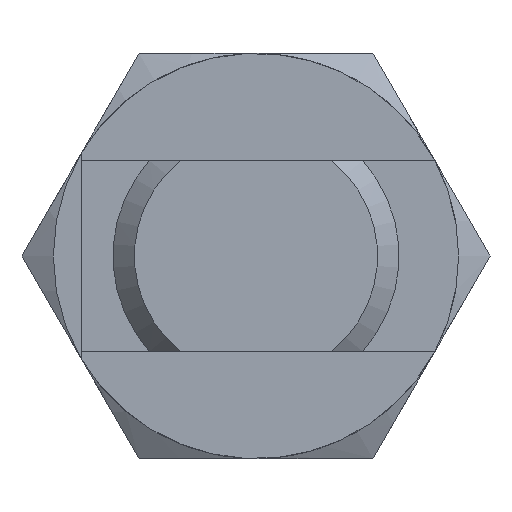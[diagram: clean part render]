
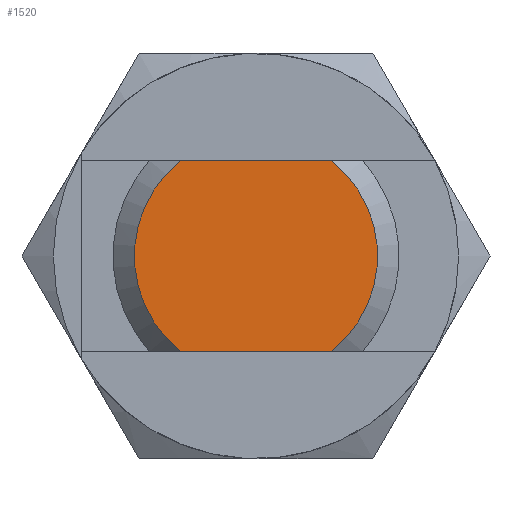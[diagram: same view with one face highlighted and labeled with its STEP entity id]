
A CAD part, front view. The second image highlights one B-rep face of the part: STEP entity #1520.
In plain terms, the highlighted planar face has unit normal (0, -1, 0).
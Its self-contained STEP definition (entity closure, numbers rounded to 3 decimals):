
#72=LINE('',#2350,#110);
#79=LINE('',#2382,#117);
#110=VECTOR('',#1927,1000.);
#117=VECTOR('',#1966,1000.);
#385=ORIENTED_EDGE('',*,*,#637,.F.);
#386=ORIENTED_EDGE('',*,*,#623,.T.);
#387=ORIENTED_EDGE('',*,*,#638,.F.);
#388=ORIENTED_EDGE('',*,*,#639,.T.);
#623=EDGE_CURVE('',#758,#762,#72,.T.);
#637=EDGE_CURVE('',#758,#770,#851,.T.);
#638=EDGE_CURVE('',#771,#762,#852,.T.);
#639=EDGE_CURVE('',#771,#770,#79,.T.);
#758=VERTEX_POINT('',#2337);
#762=VERTEX_POINT('',#2349);
#770=VERTEX_POINT('',#2379);
#771=VERTEX_POINT('',#2381);
#851=CIRCLE('',#1675,5.1);
#852=CIRCLE('',#1676,5.1);
#944=EDGE_LOOP('',(#385,#386,#387,#388));
#1068=FACE_BOUND('',#944,.T.);
#1151=PLANE('',#1674);
#1520=ADVANCED_FACE('',(#1068),#1151,.T.);
#1674=AXIS2_PLACEMENT_3D('',#2377,#1960,#1961);
#1675=AXIS2_PLACEMENT_3D('',#2378,#1962,#1963);
#1676=AXIS2_PLACEMENT_3D('',#2380,#1964,#1965);
#1927=DIRECTION('',(-1.,0.,0.));
#1960=DIRECTION('',(0.,-1.,0.));
#1961=DIRECTION('',(0.,0.,-1.));
#1962=DIRECTION('',(0.,1.,0.));
#1963=DIRECTION('',(1.,0.,0.));
#1964=DIRECTION('',(0.,1.,0.));
#1965=DIRECTION('',(-1.,0.,0.));
#1966=DIRECTION('',(1.,0.,0.));
#2337=CARTESIAN_POINT('',(3.164,0.,4.));
#2349=CARTESIAN_POINT('',(-3.164,0.,4.));
#2350=CARTESIAN_POINT('',(3.164,0.,4.));
#2377=CARTESIAN_POINT('',(-3.,0.,0.));
#2378=CARTESIAN_POINT('',(0.,0.,0.));
#2379=CARTESIAN_POINT('',(3.164,0.,-4.));
#2380=CARTESIAN_POINT('',(0.,0.,0.));
#2381=CARTESIAN_POINT('',(-3.164,0.,-4.));
#2382=CARTESIAN_POINT('',(-3.164,0.,-4.));
